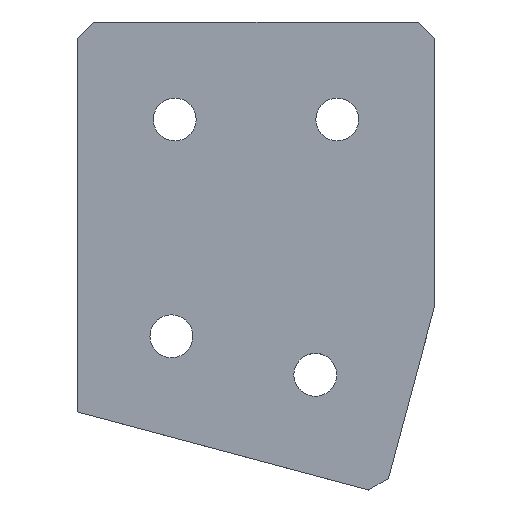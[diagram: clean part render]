
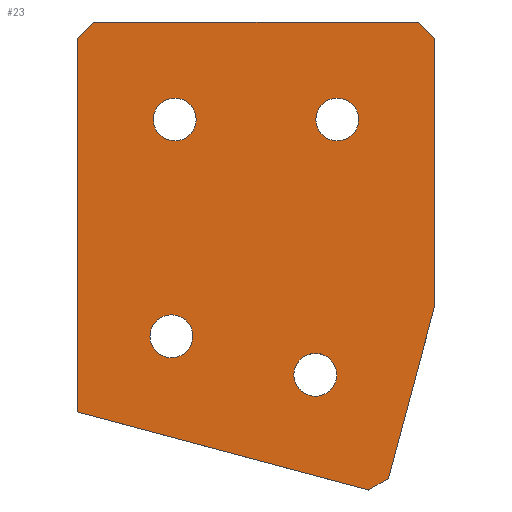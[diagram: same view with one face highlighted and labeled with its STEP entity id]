
A CAD part, top view. The second image highlights one B-rep face of the part: STEP entity #23.
In plain terms, the highlighted planar face has unit normal (0, 0, 1).
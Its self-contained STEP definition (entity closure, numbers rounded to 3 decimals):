
#6 = ORIENTED_EDGE ( 'NONE', *, *, #342, .T. ) ;
#15 = CIRCLE ( 'NONE', #236, 3.3 ) ;
#21 = VERTEX_POINT ( 'NONE', #621 ) ;
#23 = ADVANCED_FACE ( 'NONE', ( #617, #430, #137, #85, #281 ), #427, .T. ) ;
#25 = LINE ( 'NONE', #162, #424 ) ;
#28 = VERTEX_POINT ( 'NONE', #88 ) ;
#33 = ORIENTED_EDGE ( 'NONE', *, *, #492, .T. ) ;
#42 = DIRECTION ( 'NONE',  ( 1., 0., 0. ) ) ;
#47 = VERTEX_POINT ( 'NONE', #155 ) ;
#53 = CARTESIAN_POINT ( 'NONE',  ( 15., -11.7, 0. ) ) ;
#54 = ORIENTED_EDGE ( 'NONE', *, *, #530, .F. ) ;
#61 = CARTESIAN_POINT ( 'NONE',  ( 0., 0., 0. ) ) ;
#82 = VECTOR ( 'NONE', #167, 1000. ) ;
#83 = AXIS2_PLACEMENT_3D ( 'NONE', #536, #544, #123 ) ;
#85 = FACE_BOUND ( 'NONE', #332, .T. ) ;
#87 = AXIS2_PLACEMENT_3D ( 'NONE', #618, #183, #42 ) ;
#88 = CARTESIAN_POINT ( 'NONE',  ( 47.882, -70.242, 0. ) ) ;
#95 = EDGE_CURVE ( 'NONE', #156, #301, #444, .T. ) ;
#96 = DIRECTION ( 'NONE',  ( 0., 0., -1. ) ) ;
#100 = ORIENTED_EDGE ( 'NONE', *, *, #141, .T. ) ;
#121 = DIRECTION ( 'NONE',  ( 0., 1., 0. ) ) ;
#123 = DIRECTION ( 'NONE',  ( 0., 1., 0. ) ) ;
#125 = CARTESIAN_POINT ( 'NONE',  ( 40., -15., 0. ) ) ;
#126 = ORIENTED_EDGE ( 'NONE', *, *, #227, .T. ) ;
#135 = VERTEX_POINT ( 'NONE', #253 ) ;
#137 = FACE_BOUND ( 'NONE', #355, .T. ) ;
#141 = EDGE_CURVE ( 'NONE', #220, #259, #429, .T. ) ;
#142 = CIRCLE ( 'NONE', #83, 3.3 ) ;
#148 = ORIENTED_EDGE ( 'NONE', *, *, #465, .T. ) ;
#153 = DIRECTION ( 'NONE',  ( 1., 0., 0. ) ) ;
#154 = AXIS2_PLACEMENT_3D ( 'NONE', #531, #96, #437 ) ;
#155 = CARTESIAN_POINT ( 'NONE',  ( 14.489, -45.053, 0. ) ) ;
#156 = VERTEX_POINT ( 'NONE', #289 ) ;
#162 = CARTESIAN_POINT ( 'NONE',  ( 0., -60., 0. ) ) ;
#167 = DIRECTION ( 'NONE',  ( -0.259, -0.966, 0. ) ) ;
#168 = ORIENTED_EDGE ( 'NONE', *, *, #604, .T. ) ;
#169 = CARTESIAN_POINT ( 'NONE',  ( 15., -15., 0. ) ) ;
#172 = CARTESIAN_POINT ( 'NONE',  ( 36.629, -50.986, 0. ) ) ;
#174 = EDGE_CURVE ( 'NONE', #382, #28, #585, .T. ) ;
#182 = VERTEX_POINT ( 'NONE', #53 ) ;
#183 = DIRECTION ( 'NONE',  ( 0., 0., 1. ) ) ;
#194 = EDGE_CURVE ( 'NONE', #135, #182, #630, .T. ) ;
#195 = DIRECTION ( 'NONE',  ( 0., 0., -1. ) ) ;
#196 = EDGE_LOOP ( 'NONE', ( #406, #438, #561, #335, #469, #54, #479, #525 ) ) ;
#197 = LINE ( 'NONE', #61, #284 ) ;
#205 = CARTESIAN_POINT ( 'NONE',  ( 40., -18.3, 0. ) ) ;
#207 = EDGE_CURVE ( 'NONE', #472, #28, #538, .T. ) ;
#209 = CARTESIAN_POINT ( 'NONE',  ( 36.629, -57.586, 0. ) ) ;
#220 = VERTEX_POINT ( 'NONE', #209 ) ;
#227 = EDGE_CURVE ( 'NONE', #344, #416, #15, .T. ) ;
#234 = VECTOR ( 'NONE', #591, 1000. ) ;
#236 = AXIS2_PLACEMENT_3D ( 'NONE', #503, #605, #364 ) ;
#238 = EDGE_CURVE ( 'NONE', #382, #599, #25, .T. ) ;
#244 = DIRECTION ( 'NONE',  ( 0., 1., 0. ) ) ;
#246 = CARTESIAN_POINT ( 'NONE',  ( 15., -15., 0. ) ) ;
#247 = ORIENTED_EDGE ( 'NONE', *, *, #194, .T. ) ;
#248 = DIRECTION ( 'NONE',  ( 0., 0., -1. ) ) ;
#253 = CARTESIAN_POINT ( 'NONE',  ( 15., -18.3, 0. ) ) ;
#259 = VERTEX_POINT ( 'NONE', #172 ) ;
#278 = VERTEX_POINT ( 'NONE', #311 ) ;
#281 = FACE_OUTER_BOUND ( 'NONE', #196, .T. ) ;
#284 = VECTOR ( 'NONE', #244, 1000. ) ;
#289 = CARTESIAN_POINT ( 'NONE',  ( 55., -2.5, 0. ) ) ;
#292 = DIRECTION ( 'NONE',  ( 0.866, 0.5, 0. ) ) ;
#293 = AXIS2_PLACEMENT_3D ( 'NONE', #169, #304, #367 ) ;
#297 = CARTESIAN_POINT ( 'NONE',  ( 47.235, -72.657, 0. ) ) ;
#300 = CARTESIAN_POINT ( 'NONE',  ( 26.25, 26.25, 0. ) ) ;
#301 = VERTEX_POINT ( 'NONE', #560 ) ;
#304 = DIRECTION ( 'NONE',  ( 0., 0., -1. ) ) ;
#311 = CARTESIAN_POINT ( 'NONE',  ( 0., -2.5, 0. ) ) ;
#313 = EDGE_CURVE ( 'NONE', #416, #344, #436, .T. ) ;
#319 = VECTOR ( 'NONE', #292, 1000. ) ;
#320 = DIRECTION ( 'NONE',  ( 0., 0., -1. ) ) ;
#330 = CIRCLE ( 'NONE', #293, 3.3 ) ;
#332 = EDGE_LOOP ( 'NONE', ( #168, #100 ) ) ;
#335 = ORIENTED_EDGE ( 'NONE', *, *, #572, .F. ) ;
#341 = DIRECTION ( 'NONE',  ( 0., 0., -1. ) ) ;
#342 = EDGE_CURVE ( 'NONE', #182, #135, #330, .T. ) ;
#343 = CARTESIAN_POINT ( 'NONE',  ( 42.386, -73.415, 0. ) ) ;
#344 = VERTEX_POINT ( 'NONE', #205 ) ;
#352 = EDGE_CURVE ( 'NONE', #21, #278, #598, .T. ) ;
#355 = EDGE_LOOP ( 'NONE', ( #33, #148 ) ) ;
#358 = CARTESIAN_POINT ( 'NONE',  ( 1.25, -1.25, 0. ) ) ;
#361 = AXIS2_PLACEMENT_3D ( 'NONE', #246, #195, #395 ) ;
#364 = DIRECTION ( 'NONE',  ( 0., 1., 0. ) ) ;
#365 = VERTEX_POINT ( 'NONE', #616 ) ;
#367 = DIRECTION ( 'NONE',  ( 0., 1., 0. ) ) ;
#382 = VERTEX_POINT ( 'NONE', #629 ) ;
#383 = AXIS2_PLACEMENT_3D ( 'NONE', #125, #320, #121 ) ;
#394 = CARTESIAN_POINT ( 'NONE',  ( 0., -60., 0. ) ) ;
#395 = DIRECTION ( 'NONE',  ( 0., 1., 0. ) ) ;
#398 = CIRCLE ( 'NONE', #410, 3.3 ) ;
#401 = CARTESIAN_POINT ( 'NONE',  ( 14.489, -48.353, 0. ) ) ;
#406 = ORIENTED_EDGE ( 'NONE', *, *, #238, .F. ) ;
#407 = LINE ( 'NONE', #600, #448 ) ;
#410 = AXIS2_PLACEMENT_3D ( 'NONE', #401, #248, #547 ) ;
#416 = VERTEX_POINT ( 'NONE', #580 ) ;
#424 = VECTOR ( 'NONE', #601, 1000. ) ;
#427 = PLANE ( 'NONE',  #87 ) ;
#428 = CIRCLE ( 'NONE', #460, 3.3 ) ;
#429 = CIRCLE ( 'NONE', #154, 3.3 ) ;
#430 = FACE_BOUND ( 'NONE', #517, .T. ) ;
#436 = CIRCLE ( 'NONE', #383, 3.3 ) ;
#437 = DIRECTION ( 'NONE',  ( 0., 1., 0. ) ) ;
#438 = ORIENTED_EDGE ( 'NONE', *, *, #174, .T. ) ;
#444 = LINE ( 'NONE', #300, #234 ) ;
#448 = VECTOR ( 'NONE', #553, 1000. ) ;
#460 = AXIS2_PLACEMENT_3D ( 'NONE', #516, #341, #522 ) ;
#465 = EDGE_CURVE ( 'NONE', #365, #47, #428, .T. ) ;
#469 = ORIENTED_EDGE ( 'NONE', *, *, #95, .T. ) ;
#472 = VERTEX_POINT ( 'NONE', #488 ) ;
#477 = ORIENTED_EDGE ( 'NONE', *, *, #313, .T. ) ;
#478 = VECTOR ( 'NONE', #153, 1000. ) ;
#479 = ORIENTED_EDGE ( 'NONE', *, *, #352, .T. ) ;
#488 = CARTESIAN_POINT ( 'NONE',  ( 55., -43.679, 0. ) ) ;
#489 = VECTOR ( 'NONE', #550, 1000. ) ;
#492 = EDGE_CURVE ( 'NONE', #47, #365, #398, .T. ) ;
#493 = LINE ( 'NONE', #594, #478 ) ;
#503 = CARTESIAN_POINT ( 'NONE',  ( 40., -15., 0. ) ) ;
#516 = CARTESIAN_POINT ( 'NONE',  ( 14.489, -48.353, 0. ) ) ;
#517 = EDGE_LOOP ( 'NONE', ( #477, #126 ) ) ;
#522 = DIRECTION ( 'NONE',  ( 0., 1., 0. ) ) ;
#525 = ORIENTED_EDGE ( 'NONE', *, *, #548, .F. ) ;
#530 = EDGE_CURVE ( 'NONE', #21, #301, #493, .T. ) ;
#531 = CARTESIAN_POINT ( 'NONE',  ( 36.629, -54.286, 0. ) ) ;
#536 = CARTESIAN_POINT ( 'NONE',  ( 36.629, -54.286, 0. ) ) ;
#538 = LINE ( 'NONE', #297, #82 ) ;
#544 = DIRECTION ( 'NONE',  ( 0., 0., -1. ) ) ;
#547 = DIRECTION ( 'NONE',  ( 0., 1., 0. ) ) ;
#548 = EDGE_CURVE ( 'NONE', #599, #278, #197, .T. ) ;
#550 = DIRECTION ( 'NONE',  ( -0.707, -0.707, 0. ) ) ;
#553 = DIRECTION ( 'NONE',  ( 0., -1., 0. ) ) ;
#560 = CARTESIAN_POINT ( 'NONE',  ( 52.5, 0., 0. ) ) ;
#561 = ORIENTED_EDGE ( 'NONE', *, *, #207, .F. ) ;
#572 = EDGE_CURVE ( 'NONE', #156, #472, #407, .T. ) ;
#577 = EDGE_LOOP ( 'NONE', ( #6, #247 ) ) ;
#580 = CARTESIAN_POINT ( 'NONE',  ( 40., -11.7, 0. ) ) ;
#585 = LINE ( 'NONE', #343, #319 ) ;
#591 = DIRECTION ( 'NONE',  ( -0.707, 0.707, 0. ) ) ;
#594 = CARTESIAN_POINT ( 'NONE',  ( 0., 0., 0. ) ) ;
#598 = LINE ( 'NONE', #358, #489 ) ;
#599 = VERTEX_POINT ( 'NONE', #394 ) ;
#600 = CARTESIAN_POINT ( 'NONE',  ( 55., 0., 0. ) ) ;
#601 = DIRECTION ( 'NONE',  ( -0.966, 0.259, 0. ) ) ;
#604 = EDGE_CURVE ( 'NONE', #259, #220, #142, .T. ) ;
#605 = DIRECTION ( 'NONE',  ( 0., 0., -1. ) ) ;
#616 = CARTESIAN_POINT ( 'NONE',  ( 14.489, -51.653, 0. ) ) ;
#617 = FACE_BOUND ( 'NONE', #577, .T. ) ;
#618 = CARTESIAN_POINT ( 'NONE',  ( 0., 0., 0. ) ) ;
#621 = CARTESIAN_POINT ( 'NONE',  ( 2.5, 0., 0. ) ) ;
#629 = CARTESIAN_POINT ( 'NONE',  ( 44.821, -72.01, 0. ) ) ;
#630 = CIRCLE ( 'NONE', #361, 3.3 ) ;
